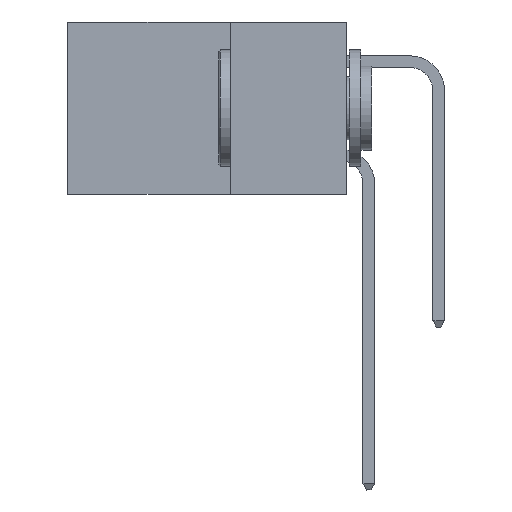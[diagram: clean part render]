
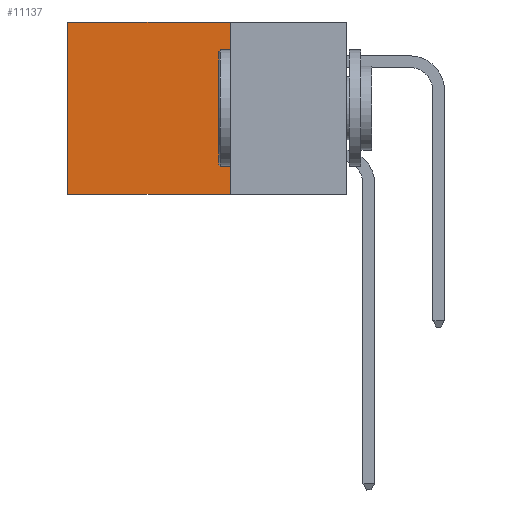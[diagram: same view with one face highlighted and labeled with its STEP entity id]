
A CAD part, left-side view. The second image highlights one B-rep face of the part: STEP entity #11137.
In plain terms, the highlighted planar face has unit normal (-1, 0, 0).
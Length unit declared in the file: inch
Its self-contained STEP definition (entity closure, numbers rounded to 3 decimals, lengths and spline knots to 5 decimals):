
#181 = PLANE ( 'NONE',  #11065 ) ;
#240 = EDGE_CURVE ( 'NONE', #11198, #7086, #8900, .T. ) ;
#586 = FACE_OUTER_BOUND ( 'NONE', #4924, .T. ) ;
#786 = EDGE_CURVE ( 'NONE', #6008, #6074, #1276, .T. ) ;
#884 = CARTESIAN_POINT ( 'NONE',  ( 0.2875, 0.6, 0. ) ) ;
#984 = VECTOR ( 'NONE', #10072, 39.37008 ) ;
#1236 = CARTESIAN_POINT ( 'NONE',  ( 0.2875, 0.6, -0.37 ) ) ;
#1276 = LINE ( 'NONE', #4711, #984 ) ;
#1825 = DIRECTION ( 'NONE',  ( 0., 1., 0. ) ) ;
#1879 = ORIENTED_EDGE ( 'NONE', *, *, #4159, .T. ) ;
#2134 = DIRECTION ( 'NONE',  ( 1., 0., 0. ) ) ;
#2256 = CARTESIAN_POINT ( 'NONE',  ( 0.2875, 0.25, 0. ) ) ;
#3611 = DIRECTION ( 'NONE',  ( 0., 0., -1. ) ) ;
#3950 = CARTESIAN_POINT ( 'NONE',  ( 0.2875, 0.25, -0.37 ) ) ;
#3952 = CARTESIAN_POINT ( 'NONE',  ( 0.2875, 0.6, 0. ) ) ;
#4087 = CARTESIAN_POINT ( 'NONE',  ( 0.2875, 0.25, 0. ) ) ;
#4095 = ORIENTED_EDGE ( 'NONE', *, *, #9002, .F. ) ;
#4159 = EDGE_CURVE ( 'NONE', #7086, #6074, #9027, .T. ) ;
#4175 = VECTOR ( 'NONE', #11590, 39.37008 ) ;
#4711 = CARTESIAN_POINT ( 'NONE',  ( 0.2875, 0.25, -0.37 ) ) ;
#4924 = EDGE_LOOP ( 'NONE', ( #1879, #7700, #4095, #10492 ) ) ;
#6008 = VERTEX_POINT ( 'NONE', #3950 ) ;
#6055 = VECTOR ( 'NONE', #3611, 39.37008 ) ;
#6074 = VERTEX_POINT ( 'NONE', #1236 ) ;
#6900 = LINE ( 'NONE', #8862, #4175 ) ;
#7086 = VERTEX_POINT ( 'NONE', #884 ) ;
#7700 = ORIENTED_EDGE ( 'NONE', *, *, #786, .F. ) ;
#8511 = CARTESIAN_POINT ( 'NONE',  ( 0.2875, 0.25, 0. ) ) ;
#8538 = DIRECTION ( 'NONE',  ( 0., 0., -1. ) ) ;
#8862 = CARTESIAN_POINT ( 'NONE',  ( 0.2875, 0.25, 0. ) ) ;
#8900 = LINE ( 'NONE', #2256, #11025 ) ;
#9002 = EDGE_CURVE ( 'NONE', #11198, #6008, #6900, .T. ) ;
#9027 = LINE ( 'NONE', #3952, #6055 ) ;
#10072 = DIRECTION ( 'NONE',  ( 0., 1., 0. ) ) ;
#10492 = ORIENTED_EDGE ( 'NONE', *, *, #240, .T. ) ;
#11025 = VECTOR ( 'NONE', #1825, 39.37008 ) ;
#11065 = AXIS2_PLACEMENT_3D ( 'NONE', #8511, #2134, #8538 ) ;
#11137 = ADVANCED_FACE ( 'NONE', ( #586 ), #181, .F. ) ;
#11198 = VERTEX_POINT ( 'NONE', #4087 ) ;
#11590 = DIRECTION ( 'NONE',  ( 0., 0., -1. ) ) ;
